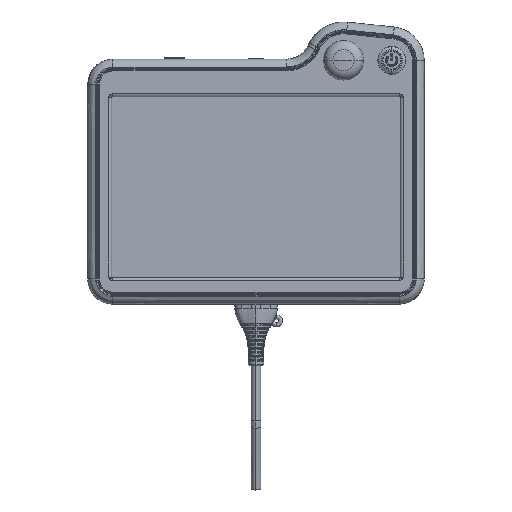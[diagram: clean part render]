
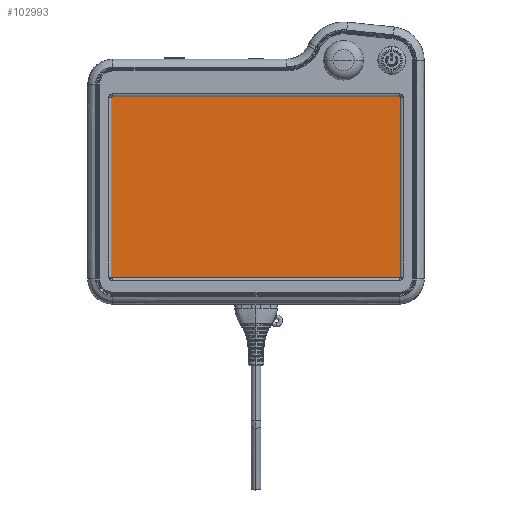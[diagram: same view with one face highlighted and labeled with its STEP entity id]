
A CAD part, top view. The second image highlights one B-rep face of the part: STEP entity #102993.
In plain terms, the highlighted planar face has unit normal (0, 0, 1).
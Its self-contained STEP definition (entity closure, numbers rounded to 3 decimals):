
#4716 = VERTEX_POINT ( 'NONE', #101416 ) ;
#4895 = EDGE_CURVE ( 'NONE', #4716, #77089, #72956, .T. ) ;
#5218 = CARTESIAN_POINT ( 'NONE',  ( 108.98, -67.801, 28.8 ) ) ;
#7294 = EDGE_CURVE ( 'NONE', #77089, #49184, #105437, .T. ) ;
#7363 = DIRECTION ( 'NONE',  ( 0., -1., 0. ) ) ;
#8695 = CARTESIAN_POINT ( 'NONE',  ( 108.481, -68.3, 28.8 ) ) ;
#10602 = ORIENTED_EDGE ( 'NONE', *, *, #4895, .T. ) ;
#11653 = LINE ( 'NONE', #45828, #11685 ) ;
#11685 = VECTOR ( 'NONE', #105895, 1000. ) ;
#18825 = DIRECTION ( 'NONE',  ( -1., 0., 0. ) ) ;
#19208 = VECTOR ( 'NONE', #87490, 1000. ) ;
#28632 = ORIENTED_EDGE ( 'NONE', *, *, #87115, .T. ) ;
#29336 = CARTESIAN_POINT ( 'NONE',  ( -108.481, -68.3, 28.8 ) ) ;
#29888 = VERTEX_POINT ( 'NONE', #90056 ) ;
#30265 =( BOUNDED_CURVE ( )  B_SPLINE_CURVE ( 3, ( #8695, #108960, #58780, #72875 ),
 .UNSPECIFIED., .F., .F. ) 
 B_SPLINE_CURVE_WITH_KNOTS ( ( 4, 4 ),
 ( 5.499, 7.067 ),
 .UNSPECIFIED. ) 
 CURVE ( )  GEOMETRIC_REPRESENTATION_ITEM ( )  RATIONAL_B_SPLINE_CURVE ( ( 1., 0.805, 0.805, 1. ) ) 
 REPRESENTATION_ITEM ( '' )  );
#35489 = CARTESIAN_POINT ( 'NONE',  ( 108.98, 67.801, 28.8 ) ) ;
#37422 = CARTESIAN_POINT ( 'NONE',  ( 108.98, -1.86, 28.8 ) ) ;
#42232 =( BOUNDED_CURVE ( )  B_SPLINE_CURVE ( 3, ( #93970, #69398, #121510, #29336 ),
 .UNSPECIFIED., .F., .F. ) 
 B_SPLINE_CURVE_WITH_KNOTS ( ( 4, 4 ),
 ( 5.499, 7.067 ),
 .UNSPECIFIED. ) 
 CURVE ( )  GEOMETRIC_REPRESENTATION_ITEM ( )  RATIONAL_B_SPLINE_CURVE ( ( 1., 0.805, 0.805, 1. ) ) 
 REPRESENTATION_ITEM ( '' )  );
#42306 = VERTEX_POINT ( 'NONE', #50100 ) ;
#45828 = CARTESIAN_POINT ( 'NONE',  ( 0., -68.3, 28.8 ) ) ;
#49184 = VERTEX_POINT ( 'NONE', #92869 ) ;
#49419 = VECTOR ( 'NONE', #18825, 1000. ) ;
#49479 = LINE ( 'NONE', #101655, #98703 ) ;
#50100 = CARTESIAN_POINT ( 'NONE',  ( -108.98, -67.801, 28.8 ) ) ;
#52809 = CARTESIAN_POINT ( 'NONE',  ( -182.228, 150.225, 28.8 ) ) ;
#58646 = CARTESIAN_POINT ( 'NONE',  ( 108.98, 67.801, 28.8 ) ) ;
#58780 = CARTESIAN_POINT ( 'NONE',  ( 108.98, -68.093, 28.8 ) ) ;
#60815 = CARTESIAN_POINT ( 'NONE',  ( -108.98, 67.801, 28.8 ) ) ;
#64950 = FACE_OUTER_BOUND ( 'NONE', #108529, .T. ) ;
#64991 = CARTESIAN_POINT ( 'NONE',  ( 0., 68.3, 28.8 ) ) ;
#66823 = DIRECTION ( 'NONE',  ( 0., -1., 0. ) ) ;
#66844 = CARTESIAN_POINT ( 'NONE',  ( -108.98, 68.093, 28.8 ) ) ;
#68933 = EDGE_CURVE ( 'NONE', #29888, #123093, #30265, .T. ) ;
#69398 = CARTESIAN_POINT ( 'NONE',  ( -108.98, -68.093, 28.8 ) ) ;
#71363 = VERTEX_POINT ( 'NONE', #106310 ) ;
#72730 = CARTESIAN_POINT ( 'NONE',  ( 108.773, 68.3, 28.8 ) ) ;
#72837 = CARTESIAN_POINT ( 'NONE',  ( -108.481, 68.3, 28.8 ) ) ;
#72875 = CARTESIAN_POINT ( 'NONE',  ( 108.98, -67.801, 28.8 ) ) ;
#72956 = LINE ( 'NONE', #64991, #49419 ) ;
#74732 = CARTESIAN_POINT ( 'NONE',  ( 108.481, 68.3, 28.8 ) ) ;
#75806 = ORIENTED_EDGE ( 'NONE', *, *, #109423, .T. ) ;
#77089 = VERTEX_POINT ( 'NONE', #100785 ) ;
#80820 = ORIENTED_EDGE ( 'NONE', *, *, #68933, .T. ) ;
#83551 = ORIENTED_EDGE ( 'NONE', *, *, #84697, .T. ) ;
#84697 = EDGE_CURVE ( 'NONE', #71363, #29888, #11653, .T. ) ;
#85290 = ORIENTED_EDGE ( 'NONE', *, *, #88249, .T. ) ;
#87115 = EDGE_CURVE ( 'NONE', #49184, #42306, #49479, .T. ) ;
#87490 = DIRECTION ( 'NONE',  ( 0., 1., 0. ) ) ;
#88249 = EDGE_CURVE ( 'NONE', #123562, #4716, #103307, .T. ) ;
#88414 = AXIS2_PLACEMENT_3D ( 'NONE', #52809, #94974, #66823 ) ;
#90056 = CARTESIAN_POINT ( 'NONE',  ( 108.481, -68.3, 28.8 ) ) ;
#91100 = ORIENTED_EDGE ( 'NONE', *, *, #7294, .T. ) ;
#92869 = CARTESIAN_POINT ( 'NONE',  ( -108.98, 67.801, 28.8 ) ) ;
#93970 = CARTESIAN_POINT ( 'NONE',  ( -108.98, -67.801, 28.8 ) ) ;
#94974 = DIRECTION ( 'NONE',  ( 0., 0., -1. ) ) ;
#96758 = CARTESIAN_POINT ( 'NONE',  ( 108.98, 68.093, 28.8 ) ) ;
#98703 = VECTOR ( 'NONE', #7363, 1000. ) ;
#100785 = CARTESIAN_POINT ( 'NONE',  ( -108.481, 68.3, 28.8 ) ) ;
#101416 = CARTESIAN_POINT ( 'NONE',  ( 108.481, 68.3, 28.8 ) ) ;
#101655 = CARTESIAN_POINT ( 'NONE',  ( -108.98, -1.86, 28.8 ) ) ;
#102993 = ADVANCED_FACE ( 'NONE', ( #64950 ), #120905, .F. ) ;
#103307 =( BOUNDED_CURVE ( )  B_SPLINE_CURVE ( 3, ( #58646, #96758, #72730, #74732 ),
 .UNSPECIFIED., .F., .F. ) 
 B_SPLINE_CURVE_WITH_KNOTS ( ( 4, 4 ),
 ( 5.499, 7.067 ),
 .UNSPECIFIED. ) 
 CURVE ( )  GEOMETRIC_REPRESENTATION_ITEM ( )  RATIONAL_B_SPLINE_CURVE ( ( 1., 0.805, 0.805, 1. ) ) 
 REPRESENTATION_ITEM ( '' )  );
#105437 =( BOUNDED_CURVE ( )  B_SPLINE_CURVE ( 3, ( #72837, #120924, #66844, #60815 ),
 .UNSPECIFIED., .F., .F. ) 
 B_SPLINE_CURVE_WITH_KNOTS ( ( 4, 4 ),
 ( 5.499, 7.067 ),
 .UNSPECIFIED. ) 
 CURVE ( )  GEOMETRIC_REPRESENTATION_ITEM ( )  RATIONAL_B_SPLINE_CURVE ( ( 1., 0.805, 0.805, 1. ) ) 
 REPRESENTATION_ITEM ( '' )  );
#105895 = DIRECTION ( 'NONE',  ( 1., 0., 0. ) ) ;
#106310 = CARTESIAN_POINT ( 'NONE',  ( -108.481, -68.3, 28.8 ) ) ;
#108529 = EDGE_LOOP ( 'NONE', ( #85290, #10602, #91100, #28632, #120870, #83551, #80820, #75806 ) ) ;
#108960 = CARTESIAN_POINT ( 'NONE',  ( 108.773, -68.3, 28.8 ) ) ;
#109423 = EDGE_CURVE ( 'NONE', #123093, #123562, #109571, .T. ) ;
#109571 = LINE ( 'NONE', #37422, #19208 ) ;
#120870 = ORIENTED_EDGE ( 'NONE', *, *, #123080, .T. ) ;
#120905 = PLANE ( 'NONE',  #88414 ) ;
#120924 = CARTESIAN_POINT ( 'NONE',  ( -108.773, 68.3, 28.8 ) ) ;
#121510 = CARTESIAN_POINT ( 'NONE',  ( -108.773, -68.3, 28.8 ) ) ;
#123080 = EDGE_CURVE ( 'NONE', #42306, #71363, #42232, .T. ) ;
#123093 = VERTEX_POINT ( 'NONE', #5218 ) ;
#123562 = VERTEX_POINT ( 'NONE', #35489 ) ;
